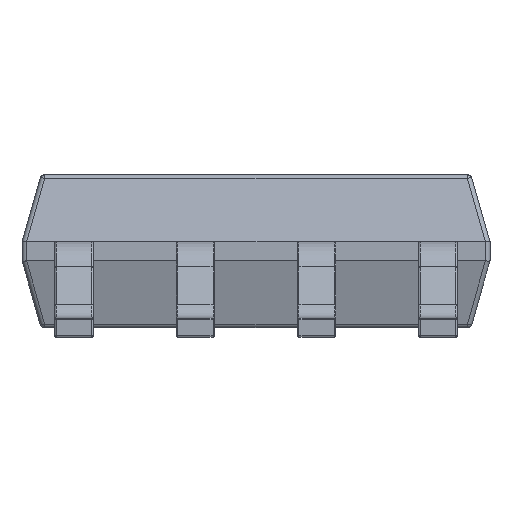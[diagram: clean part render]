
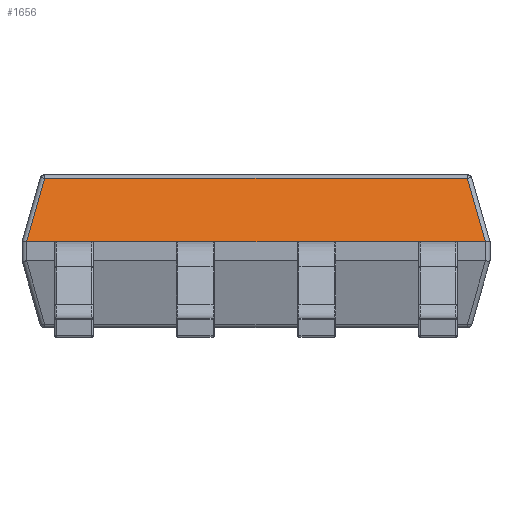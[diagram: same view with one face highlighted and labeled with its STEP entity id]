
A CAD part, front view. The second image highlights one B-rep face of the part: STEP entity #1656.
In plain terms, the highlighted planar face has unit normal (0, -0.962, 0.275).
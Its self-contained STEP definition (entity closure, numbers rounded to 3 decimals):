
#1531 = EDGE_CURVE('',#1532,#1534,#1536,.T.);
#1532 = VERTEX_POINT('',#1533);
#1533 = CARTESIAN_POINT('',(2.398,-1.948,0.998
    ));
#1534 = VERTEX_POINT('',#1535);
#1535 = CARTESIAN_POINT('',(-2.398,-1.948,
    0.998));
#1536 = LINE('',#1537,#1538);
#1537 = CARTESIAN_POINT('',(-2.448,-1.948,
    0.998));
#1538 = VECTOR('',#1539,1.);
#1539 = DIRECTION('',(-1.,0.,0.));
#1656 = ADVANCED_FACE('',(#1657),#1700,.T.);
#1657 = FACE_BOUND('',#1658,.T.);
#1658 = EDGE_LOOP('',(#1659,#1660,#1669,#1677,#1685,#1693));
#1659 = ORIENTED_EDGE('',*,*,#1531,.F.);
#1660 = ORIENTED_EDGE('',*,*,#1661,.T.);
#1661 = EDGE_CURVE('',#1532,#1662,#1664,.T.);
#1662 = VERTEX_POINT('',#1663);
#1663 = CARTESIAN_POINT('',(2.4,-1.948,
    0.999));
#1664 = ( BOUNDED_CURVE() B_SPLINE_CURVE(3,(#1665,#1666,#1667,#1668),
.UNSPECIFIED.,.F.,.F.) B_SPLINE_CURVE_WITH_KNOTS((4,4),(
    0.,0.038),.PIECEWISE_BEZIER_KNOTS.) 
CURVE() GEOMETRIC_REPRESENTATION_ITEM() RATIONAL_B_SPLINE_CURVE((1.,
1.,1.,1.)) REPRESENTATION_ITEM('') );
#1665 = CARTESIAN_POINT('',(2.398,-1.948,0.998
    ));
#1666 = CARTESIAN_POINT('',(2.398,-1.948,0.998
    ));
#1667 = CARTESIAN_POINT('',(2.399,-1.948,
    0.998));
#1668 = CARTESIAN_POINT('',(2.4,-1.948,
    0.999));
#1669 = ORIENTED_EDGE('',*,*,#1670,.T.);
#1670 = EDGE_CURVE('',#1662,#1671,#1673,.T.);
#1671 = VERTEX_POINT('',#1672);
#1672 = CARTESIAN_POINT('',(2.21,-1.759,1.662)
  );
#1673 = LINE('',#1674,#1675);
#1674 = CARTESIAN_POINT('',(2.045,-1.594,
    2.238));
#1675 = VECTOR('',#1676,1.);
#1676 = DIRECTION('',(-0.265,0.265,0.927));
#1677 = ORIENTED_EDGE('',*,*,#1678,.T.);
#1678 = EDGE_CURVE('',#1671,#1679,#1681,.T.);
#1679 = VERTEX_POINT('',#1680);
#1680 = CARTESIAN_POINT('',(-2.21,-1.759,1.662
    ));
#1681 = LINE('',#1682,#1683);
#1682 = CARTESIAN_POINT('',(0.,-1.759,
    1.662));
#1683 = VECTOR('',#1684,1.);
#1684 = DIRECTION('',(-1.,0.,0.));
#1685 = ORIENTED_EDGE('',*,*,#1686,.T.);
#1686 = EDGE_CURVE('',#1679,#1687,#1689,.T.);
#1687 = VERTEX_POINT('',#1688);
#1688 = CARTESIAN_POINT('',(-2.4,-1.948,
    0.999));
#1689 = LINE('',#1690,#1691);
#1690 = CARTESIAN_POINT('',(-2.045,-1.594,
    2.238));
#1691 = VECTOR('',#1692,1.);
#1692 = DIRECTION('',(-0.265,-0.265,-0.927));
#1693 = ORIENTED_EDGE('',*,*,#1694,.T.);
#1694 = EDGE_CURVE('',#1687,#1534,#1695,.T.);
#1695 = ( BOUNDED_CURVE() B_SPLINE_CURVE(3,(#1696,#1697,#1698,#1699),
.UNSPECIFIED.,.F.,.F.) B_SPLINE_CURVE_WITH_KNOTS((4,4),(6.245,
6.283),.PIECEWISE_BEZIER_KNOTS.) CURVE() 
GEOMETRIC_REPRESENTATION_ITEM() RATIONAL_B_SPLINE_CURVE((1.,
1.,1.,1.)) REPRESENTATION_ITEM('') );
#1696 = CARTESIAN_POINT('',(-2.4,-1.948,
    0.999));
#1697 = CARTESIAN_POINT('',(-2.399,-1.948,
    0.998));
#1698 = CARTESIAN_POINT('',(-2.398,-1.948,
    0.998));
#1699 = CARTESIAN_POINT('',(-2.398,-1.948,
    0.998));
#1700 = PLANE('',#1701);
#1701 = AXIS2_PLACEMENT_3D('',#1702,#1703,#1704);
#1702 = CARTESIAN_POINT('',(0.,-1.748,
    1.698));
#1703 = DIRECTION('',(0.,-0.962,0.275)
  );
#1704 = DIRECTION('',(-1.,0.,0.));
